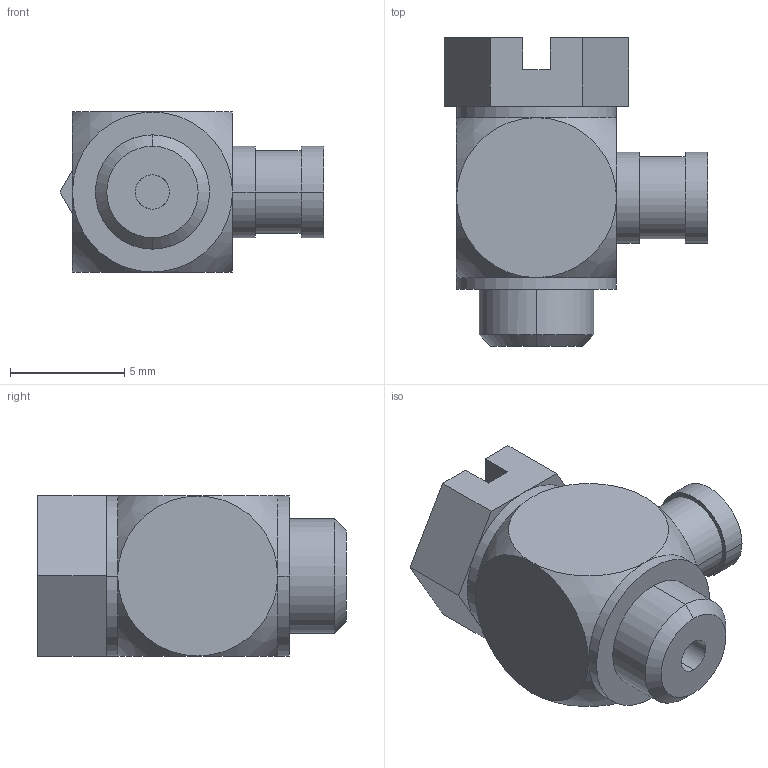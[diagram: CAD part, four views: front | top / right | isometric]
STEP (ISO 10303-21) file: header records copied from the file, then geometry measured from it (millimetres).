
FILE_DESCRIPTION (( 'STEP AP214' ), '1' );
FILE_NAME ('M3M-5AL0902441303253.step', '2008-09-02T08:41:32', ( 'sysAdmin' ), ( 'SolidWorks' ), 'SwSTEP 2.0', 'SolidWorks 2008', '' );
FILE_SCHEMA (( 'AUTOMOTIVE_DESIGN' ));
Length unit declared in the file: millimetre
Products named in the file (5): M-5ALHU-2.step_M_Gasket_5; M-5ALHU-2.step_M_Bolt_5; M3M-5AL0902441303253; M-5ALHU-2.step_M_Sleeve; M-5ALHU-2.step_M_Elbow_5
Assembly tree (5 placements, depth 2):
  M3M-5AL0902441303253
    M-5ALHU-2.step_M_Gasket_5  x2
    M-5ALHU-2.step_M_Bolt_5
    M-5ALHU-2.step_M_Sleeve
    M-5ALHU-2.step_M_Elbow_5
Bounding box: 11.54 x 13.5 x 7 mm (x, y, z)
Volume: 518.5 mm3; surface area: 974.4 mm2
Topology: 5 solids, 5 shells, 91 faces, 196 edges, 118 vertices
Faces by surface type: cylinder 36, plane 31, torus 12, sphere 8, cone 4
Entity records: 2614 total; most frequent: CARTESIAN_POINT 517, DIRECTION 464, ORIENTED_EDGE 368, AXIS2_PLACEMENT_3D 197, EDGE_CURVE 184, VERTEX_POINT 110, CIRCLE 104, EDGE_LOOP 100
